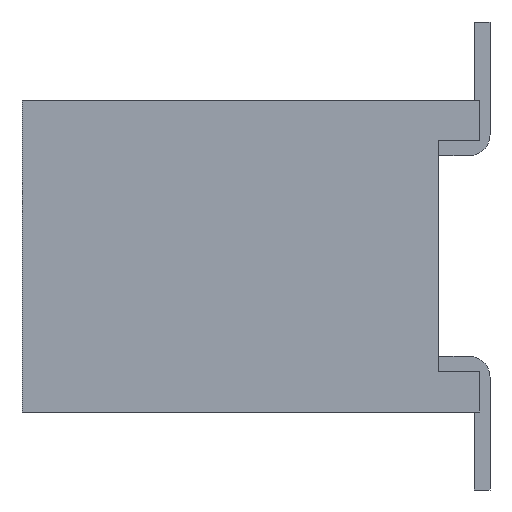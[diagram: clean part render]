
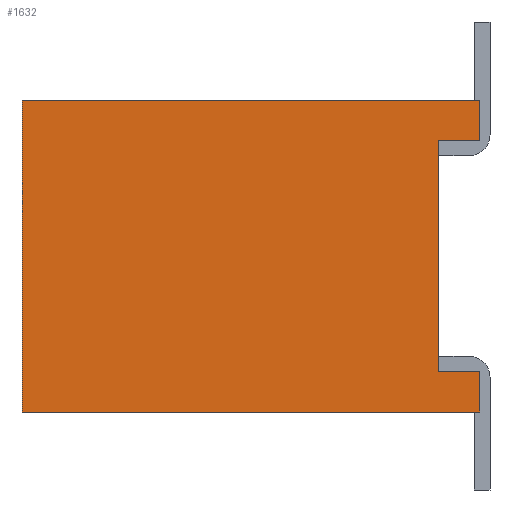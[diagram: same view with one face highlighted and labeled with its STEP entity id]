
A CAD part, left-side view. The second image highlights one B-rep face of the part: STEP entity #1632.
In plain terms, the highlighted planar face has unit normal (-1, 0, 0).
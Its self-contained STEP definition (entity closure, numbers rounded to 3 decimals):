
#1632 = ADVANCED_FACE( '', ( #3274 ), #3275, .F. );
#3274 = FACE_OUTER_BOUND( '', #4904, .T. );
#3275 = PLANE( '', #4905 );
#4904 = EDGE_LOOP( '', ( #9864, #9865, #9866, #9867, #9868, #9869, #9870, #9871 ) );
#4905 = AXIS2_PLACEMENT_3D( '', #9872, #9873, #9874 );
#9864 = ORIENTED_EDGE( '', *, *, #10569, .F. );
#9865 = ORIENTED_EDGE( '', *, *, #10604, .T. );
#9866 = ORIENTED_EDGE( '', *, *, #11129, .T. );
#9867 = ORIENTED_EDGE( '', *, *, #10626, .T. );
#9868 = ORIENTED_EDGE( '', *, *, #11388, .F. );
#9869 = ORIENTED_EDGE( '', *, *, #10997, .F. );
#9870 = ORIENTED_EDGE( '', *, *, #11787, .T. );
#9871 = ORIENTED_EDGE( '', *, *, #11881, .T. );
#9872 = CARTESIAN_POINT( '', ( -4.04, 3.9, -1.5 ) );
#9873 = DIRECTION( '', ( 1., 0., 0. ) );
#9874 = DIRECTION( '', ( 0., 0., -1. ) );
#10569 = EDGE_CURVE( '', #13005, #13007, #13008, .T. );
#10604 = EDGE_CURVE( '', #13005, #13067, #13069, .T. );
#10626 = EDGE_CURVE( '', #13102, #13100, #13103, .T. );
#10997 = EDGE_CURVE( '', #13670, #13672, #13673, .T. );
#11129 = EDGE_CURVE( '', #13067, #13102, #13877, .T. );
#11388 = EDGE_CURVE( '', #13672, #13100, #14225, .T. );
#11787 = EDGE_CURVE( '', #13670, #14700, #14702, .T. );
#11881 = EDGE_CURVE( '', #14700, #13007, #14797, .T. );
#13005 = VERTEX_POINT( '', #16349 );
#13007 = VERTEX_POINT( '', #16352 );
#13008 = LINE( '', #16353, #16354 );
#13067 = VERTEX_POINT( '', #16443 );
#13069 = LINE( '', #16446, #16447 );
#13100 = VERTEX_POINT( '', #16494 );
#13102 = VERTEX_POINT( '', #16497 );
#13103 = LINE( '', #16498, #16499 );
#13670 = VERTEX_POINT( '', #17310 );
#13672 = VERTEX_POINT( '', #17313 );
#13673 = LINE( '', #17314, #17315 );
#13877 = LINE( '', #17617, #17618 );
#14225 = LINE( '', #18127, #18128 );
#14700 = VERTEX_POINT( '', #18809 );
#14702 = LINE( '', #18812, #18813 );
#14797 = LINE( '', #18940, #18941 );
#16349 = CARTESIAN_POINT( '', ( -4.04, 0.4, -1.115 ) );
#16352 = CARTESIAN_POINT( '', ( -4.04, 0., -1.115 ) );
#16353 = CARTESIAN_POINT( '', ( -4.04, 0.4, -1.115 ) );
#16354 = VECTOR( '', #19682, 1000. );
#16443 = CARTESIAN_POINT( '', ( -4.04, 0.4, 1.115 ) );
#16446 = CARTESIAN_POINT( '', ( -4.04, 0.4, -1.115 ) );
#16447 = VECTOR( '', #19714, 1000. );
#16494 = CARTESIAN_POINT( '', ( -4.04, 0., 1.5 ) );
#16497 = CARTESIAN_POINT( '', ( -4.04, 0., 1.115 ) );
#16498 = CARTESIAN_POINT( '', ( -4.04, 0., -1.5 ) );
#16499 = VECTOR( '', #19738, 1000. );
#17310 = CARTESIAN_POINT( '', ( -4.04, 4.4, -1.5 ) );
#17313 = CARTESIAN_POINT( '', ( -4.04, 4.4, 1.5 ) );
#17314 = CARTESIAN_POINT( '', ( -4.04, 4.4, 1.09 ) );
#17315 = VECTOR( '', #20125, 1000. );
#17617 = CARTESIAN_POINT( '', ( -4.04, 0.4, 1.115 ) );
#17618 = VECTOR( '', #20254, 1000. );
#18127 = CARTESIAN_POINT( '', ( -4.04, 3.9, 1.5 ) );
#18128 = VECTOR( '', #20503, 1000. );
#18809 = CARTESIAN_POINT( '', ( -4.04, 0., -1.5 ) );
#18812 = CARTESIAN_POINT( '', ( -4.04, 3.9, -1.5 ) );
#18813 = VECTOR( '', #20831, 1000. );
#18940 = CARTESIAN_POINT( '', ( -4.04, 0., -1.5 ) );
#18941 = VECTOR( '', #20873, 1000. );
#19682 = DIRECTION( '', ( 0., -1., 0. ) );
#19714 = DIRECTION( '', ( 0., 0., 1. ) );
#19738 = DIRECTION( '', ( 0., 0., 1. ) );
#20125 = DIRECTION( '', ( 0., 0., 1. ) );
#20254 = DIRECTION( '', ( 0., -1., 0. ) );
#20503 = DIRECTION( '', ( 0., -1., 0. ) );
#20831 = DIRECTION( '', ( 0., -1., 0. ) );
#20873 = DIRECTION( '', ( 0., 0., 1. ) );
